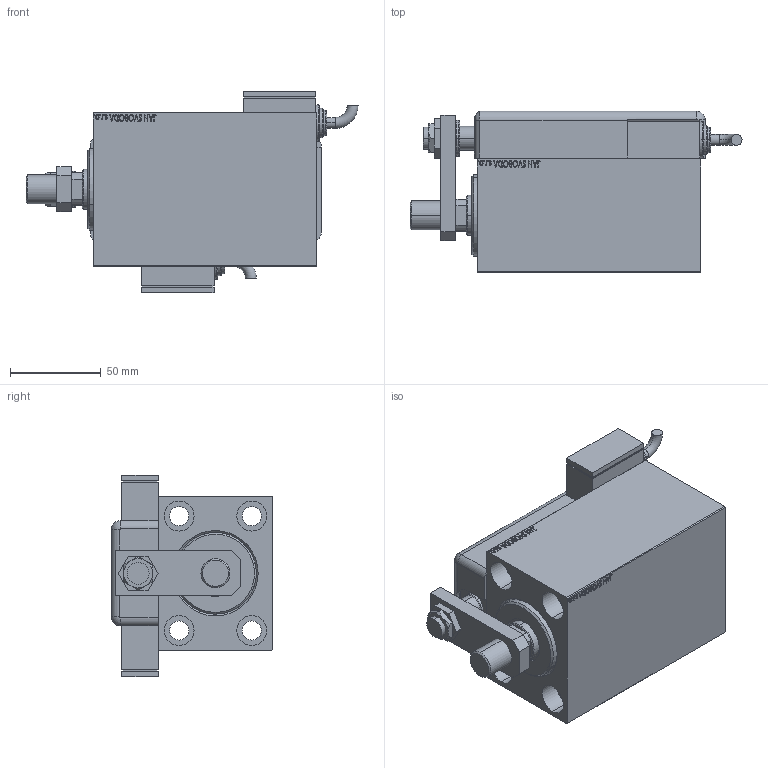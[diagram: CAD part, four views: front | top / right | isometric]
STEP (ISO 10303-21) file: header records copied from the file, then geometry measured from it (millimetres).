
FILE_DESCRIPTION (( 'STEP AP203' ), '1' );
FILE_NAME ('5880.STEP', '2024-02-12T15:13:42', ( '' ), ( '' ), 'SwSTEP 2.0', 'SolidWorks 2019', '' );
FILE_SCHEMA (( 'CONFIG_CONTROL_DESIGN' ));
Length unit declared in the file: millimetre
Products named in the file (14): KRYT 9bcf15fde19a317b2bb6b8dd2ceb3191; SWITCH_Q_FRONT_BACK 9bcf15fde19a317b2bb6b8dd2ceb3191; V450CM_VC_B 9bcf15fde19a317b2bb6b8dd2ceb3191; TYC 9bcf15fde19a317b2bb6b8dd2ceb3191; SWITCH Q 9bcf15fde19a317b2bb6b8dd2ceb3191; 5880; ZARAZKA_Q 9bcf15fde19a317b2bb6b8dd2ceb3191; NUT_D13 9bcf15fde19a317b2bb6b8dd2ceb3191; NUT_D19 9bcf15fde19a317b2bb6b8dd2ceb3191; V450CM_C_Body 9bcf15fde19a317b2bb6b8dd2ceb3191; V450CM_C_VCP 9bcf15fde19a317b2bb6b8dd2ceb3191; SWITCH DIM A_G 9bcf15fde19a317b2bb6b8dd2ceb3191; V450CM_MALE_METRIC 9bcf15fde19a317b2bb6b8dd2ceb3191; MAGNETIC SWITCH Q 9bcf15fde19a317b2bb6b8dd2ceb3191
Assembly tree (14 placements, depth 3):
  5880
    V450CM_C_Body 9bcf15fde19a317b2bb6b8dd2ceb3191
    V450CM_C_VCP 9bcf15fde19a317b2bb6b8dd2ceb3191
    V450CM_VC_B 9bcf15fde19a317b2bb6b8dd2ceb3191
    V450CM_MALE_METRIC 9bcf15fde19a317b2bb6b8dd2ceb3191
    MAGNETIC SWITCH Q 9bcf15fde19a317b2bb6b8dd2ceb3191
      SWITCH_Q_FRONT_BACK 9bcf15fde19a317b2bb6b8dd2ceb3191
      TYC 9bcf15fde19a317b2bb6b8dd2ceb3191
      ZARAZKA_Q 9bcf15fde19a317b2bb6b8dd2ceb3191
      SWITCH DIM A_G 9bcf15fde19a317b2bb6b8dd2ceb3191
      NUT_D19 9bcf15fde19a317b2bb6b8dd2ceb3191
      NUT_D13 9bcf15fde19a317b2bb6b8dd2ceb3191
      KRYT 9bcf15fde19a317b2bb6b8dd2ceb3191
      SWITCH Q 9bcf15fde19a317b2bb6b8dd2ceb3191  x2
Bounding box: 182.76 x 88.8 x 111 mm (x, y, z)
Volume: 707768.3 mm3; surface area: 162036.3 mm2
Topology: 14 solids, 14 shells, 1256 faces, 3174 edges, 2095 vertices
Faces by surface type: plane 618, bspline 471, cylinder 115, cone 26, torus 24, sphere 2
Entity records: 59978 total; most frequent: CARTESIAN_POINT 32112, ORIENTED_EDGE 6152, DIRECTION 3922, EDGE_CURVE 3076, VERTEX_POINT 2035, VECTOR 1828, LINE 1828, EDGE_LOOP 1389
